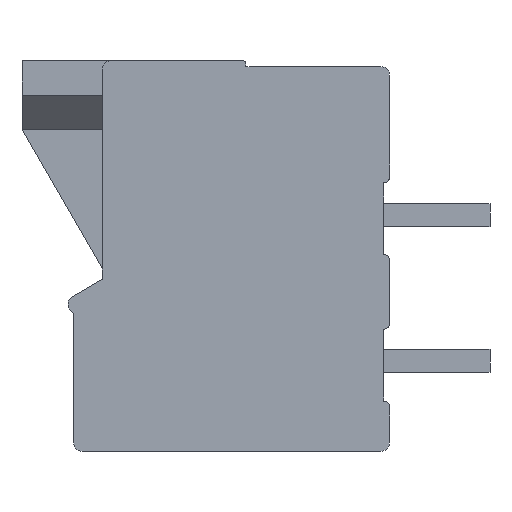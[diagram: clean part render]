
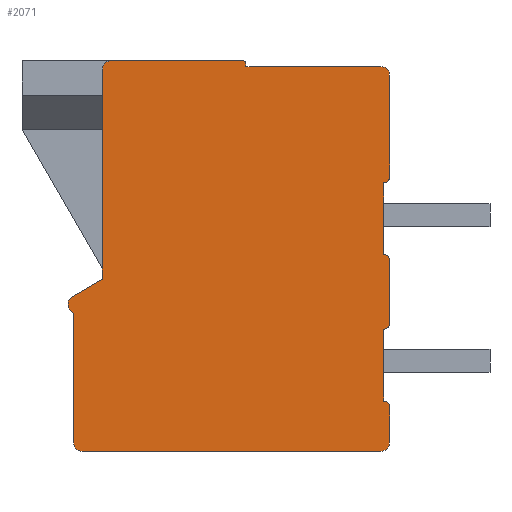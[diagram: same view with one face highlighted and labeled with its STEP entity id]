
A CAD part, left-side view. The second image highlights one B-rep face of the part: STEP entity #2071.
In plain terms, the highlighted planar face has unit normal (-1, 0, 0).
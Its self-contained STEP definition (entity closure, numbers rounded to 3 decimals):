
#2=CARTESIAN_POINT('',(-6.58,4.7,-0.3));
#3=DIRECTION('',(1.,0.,0.));
#4=DIRECTION('',(0.,1.,0.));
#5=AXIS2_PLACEMENT_3D('',#2,#3,#4);
#7=DIRECTION('',(0.,-1.,0.));
#8=VECTOR('',#7,4.6);
#9=CARTESIAN_POINT('',(-6.58,4.7,0.));
#10=LINE('',#9,#8);
#11=CARTESIAN_POINT('',(-6.58,0.1,-0.1));
#12=DIRECTION('',(1.,0.,0.));
#13=DIRECTION('',(0.,0.,1.));
#14=AXIS2_PLACEMENT_3D('',#11,#12,#13);
#16=DIRECTION('',(0.,0.,-1.));
#17=VECTOR('',#16,0.1);
#18=CARTESIAN_POINT('',(-6.58,0.,-0.1));
#19=LINE('',#18,#17);
#20=DIRECTION('',(0.,-1.,0.));
#21=VECTOR('',#20,4.7);
#22=CARTESIAN_POINT('',(-6.58,0.,-0.2));
#23=LINE('',#22,#21);
#24=CARTESIAN_POINT('',(-6.58,-4.7,-0.5));
#25=DIRECTION('',(1.,0.,0.));
#26=DIRECTION('',(0.,0.,1.));
#27=AXIS2_PLACEMENT_3D('',#24,#25,#26);
#29=DIRECTION('',(0.,0.,-1.));
#30=VECTOR('',#29,3.55);
#31=CARTESIAN_POINT('',(-6.58,-5.,-0.5));
#32=LINE('',#31,#30);
#33=CARTESIAN_POINT('',(-6.58,-4.8,-4.05));
#34=DIRECTION('',(1.,0.,0.));
#35=DIRECTION('',(0.,-1.,0.));
#36=AXIS2_PLACEMENT_3D('',#33,#34,#35);
#38=DIRECTION('',(0.,0.,-1.));
#39=VECTOR('',#38,2.5);
#40=CARTESIAN_POINT('',(-6.58,-4.8,-4.25));
#41=LINE('',#40,#39);
#42=CARTESIAN_POINT('',(-6.58,-4.8,-6.95));
#43=DIRECTION('',(1.,0.,0.));
#44=DIRECTION('',(0.,0.,1.));
#45=AXIS2_PLACEMENT_3D('',#42,#43,#44);
#47=DIRECTION('',(0.,0.,-1.));
#48=VECTOR('',#47,2.2);
#49=CARTESIAN_POINT('',(-6.58,-5.,-6.95));
#50=LINE('',#49,#48);
#51=CARTESIAN_POINT('',(-6.58,-4.8,-9.15));
#52=DIRECTION('',(1.,0.,0.));
#53=DIRECTION('',(0.,-1.,0.));
#54=AXIS2_PLACEMENT_3D('',#51,#52,#53);
#56=DIRECTION('',(0.,0.,-1.));
#57=VECTOR('',#56,2.5);
#58=CARTESIAN_POINT('',(-6.58,-4.8,-9.35));
#59=LINE('',#58,#57);
#60=CARTESIAN_POINT('',(-6.58,-4.8,-12.05));
#61=DIRECTION('',(1.,0.,0.));
#62=DIRECTION('',(0.,0.,1.));
#63=AXIS2_PLACEMENT_3D('',#60,#61,#62);
#65=DIRECTION('',(0.,0.,-1.));
#66=VECTOR('',#65,1.25);
#67=CARTESIAN_POINT('',(-6.58,-5.,-12.05));
#68=LINE('',#67,#66);
#69=CARTESIAN_POINT('',(-6.58,-4.7,-13.3));
#70=DIRECTION('',(1.,0.,0.));
#71=DIRECTION('',(0.,-1.,0.));
#72=AXIS2_PLACEMENT_3D('',#69,#70,#71);
#74=DIRECTION('',(0.,1.,0.));
#75=VECTOR('',#74,10.4);
#76=CARTESIAN_POINT('',(-6.58,-4.7,-13.6));
#77=LINE('',#76,#75);
#78=CARTESIAN_POINT('',(-6.58,5.7,-13.3));
#79=DIRECTION('',(1.,0.,0.));
#80=DIRECTION('',(0.,0.,-1.));
#81=AXIS2_PLACEMENT_3D('',#78,#79,#80);
#83=DIRECTION('',(0.,0.,1.));
#84=VECTOR('',#83,4.5);
#85=CARTESIAN_POINT('',(-6.58,6.,-13.3));
#86=LINE('',#85,#84);
#87=DIRECTION('',(0.,0.707,0.707));
#88=VECTOR('',#87,0.159);
#89=CARTESIAN_POINT('',(-6.58,6.,-8.8));
#90=LINE('',#89,#88);
#91=CARTESIAN_POINT('',(-6.58,5.9,-8.476));
#92=DIRECTION('',(1.,0.,0.));
#93=DIRECTION('',(0.,0.707,-0.707));
#94=AXIS2_PLACEMENT_3D('',#91,#92,#93);
#96=DIRECTION('',(0.,-0.863,0.506));
#97=VECTOR('',#96,1.219);
#98=CARTESIAN_POINT('',(-6.58,6.052,-8.217));
#99=LINE('',#98,#97);
#100=DIRECTION('',(0.,0.,1.));
#101=VECTOR('',#100,7.3);
#102=CARTESIAN_POINT('',(-6.58,5.,-7.6));
#103=LINE('',#102,#101);
#1578=CARTESIAN_POINT('',(-6.58,5.,-0.3));
#1579=CARTESIAN_POINT('',(-6.58,4.7,0.));
#1580=VERTEX_POINT('',#1578);
#1581=VERTEX_POINT('',#1579);
#1582=CARTESIAN_POINT('',(-6.58,0.1,0.));
#1583=VERTEX_POINT('',#1582);
#1584=CARTESIAN_POINT('',(-6.58,0.,-0.1));
#1585=VERTEX_POINT('',#1584);
#1586=CARTESIAN_POINT('',(-6.58,0.,-0.2));
#1587=VERTEX_POINT('',#1586);
#1588=CARTESIAN_POINT('',(-6.58,-4.7,-0.2));
#1589=VERTEX_POINT('',#1588);
#1590=CARTESIAN_POINT('',(-6.58,-5.,-0.5));
#1591=VERTEX_POINT('',#1590);
#1592=CARTESIAN_POINT('',(-6.58,-5.,-4.05));
#1593=VERTEX_POINT('',#1592);
#1594=CARTESIAN_POINT('',(-6.58,-4.8,-4.25));
#1595=VERTEX_POINT('',#1594);
#1596=CARTESIAN_POINT('',(-6.58,-4.8,-6.75));
#1597=VERTEX_POINT('',#1596);
#1598=CARTESIAN_POINT('',(-6.58,-5.,-6.95));
#1599=VERTEX_POINT('',#1598);
#1600=CARTESIAN_POINT('',(-6.58,-5.,-9.15));
#1601=VERTEX_POINT('',#1600);
#1602=CARTESIAN_POINT('',(-6.58,-4.8,-9.35));
#1603=VERTEX_POINT('',#1602);
#1604=CARTESIAN_POINT('',(-6.58,-4.8,-11.85));
#1605=VERTEX_POINT('',#1604);
#1606=CARTESIAN_POINT('',(-6.58,-5.,-12.05));
#1607=VERTEX_POINT('',#1606);
#1608=CARTESIAN_POINT('',(-6.58,-5.,-13.3));
#1609=VERTEX_POINT('',#1608);
#1610=CARTESIAN_POINT('',(-6.58,-4.7,-13.6));
#1611=VERTEX_POINT('',#1610);
#1612=CARTESIAN_POINT('',(-6.58,5.7,-13.6));
#1613=VERTEX_POINT('',#1612);
#1614=CARTESIAN_POINT('',(-6.58,6.,-13.3));
#1615=VERTEX_POINT('',#1614);
#1616=CARTESIAN_POINT('',(-6.58,6.,-8.8));
#1617=VERTEX_POINT('',#1616);
#1618=CARTESIAN_POINT('',(-6.58,6.112,-8.688));
#1619=VERTEX_POINT('',#1618);
#1620=CARTESIAN_POINT('',(-6.58,6.052,-8.217));
#1621=VERTEX_POINT('',#1620);
#1622=CARTESIAN_POINT('',(-6.58,5.,-7.6));
#1623=VERTEX_POINT('',#1622);
#2018=CARTESIAN_POINT('',(-6.58,0.,0.));
#2019=DIRECTION('',(1.,0.,0.));
#2020=DIRECTION('',(0.,0.,-1.));
#2021=AXIS2_PLACEMENT_3D('',#2018,#2019,#2020);
#2022=PLANE('',#2021);
#2024=ORIENTED_EDGE('',*,*,#2023,.T.);
#2026=ORIENTED_EDGE('',*,*,#2025,.T.);
#2028=ORIENTED_EDGE('',*,*,#2027,.T.);
#2030=ORIENTED_EDGE('',*,*,#2029,.T.);
#2032=ORIENTED_EDGE('',*,*,#2031,.T.);
#2034=ORIENTED_EDGE('',*,*,#2033,.T.);
#2036=ORIENTED_EDGE('',*,*,#2035,.T.);
#2038=ORIENTED_EDGE('',*,*,#2037,.T.);
#2040=ORIENTED_EDGE('',*,*,#2039,.T.);
#2042=ORIENTED_EDGE('',*,*,#2041,.T.);
#2044=ORIENTED_EDGE('',*,*,#2043,.T.);
#2046=ORIENTED_EDGE('',*,*,#2045,.T.);
#2048=ORIENTED_EDGE('',*,*,#2047,.T.);
#2050=ORIENTED_EDGE('',*,*,#2049,.T.);
#2052=ORIENTED_EDGE('',*,*,#2051,.T.);
#2054=ORIENTED_EDGE('',*,*,#2053,.T.);
#2056=ORIENTED_EDGE('',*,*,#2055,.T.);
#2058=ORIENTED_EDGE('',*,*,#2057,.T.);
#2060=ORIENTED_EDGE('',*,*,#2059,.T.);
#2062=ORIENTED_EDGE('',*,*,#2061,.T.);
#2064=ORIENTED_EDGE('',*,*,#2063,.T.);
#2066=ORIENTED_EDGE('',*,*,#2065,.T.);
#2068=ORIENTED_EDGE('',*,*,#2067,.T.);
#2069=EDGE_LOOP('',(#2024,#2026,#2028,#2030,#2032,#2034,#2036,#2038,#2040,#2042,
#2044,#2046,#2048,#2050,#2052,#2054,#2056,#2058,#2060,#2062,#2064,#2066,#2068));
#2070=FACE_OUTER_BOUND('',#2069,.F.);
#6=CIRCLE('',#5,0.3);
#15=CIRCLE('',#14,0.1);
#28=CIRCLE('',#27,0.3);
#37=CIRCLE('',#36,0.2);
#46=CIRCLE('',#45,0.2);
#55=CIRCLE('',#54,0.2);
#64=CIRCLE('',#63,0.2);
#73=CIRCLE('',#72,0.3);
#82=CIRCLE('',#81,0.3);
#95=CIRCLE('',#94,0.3);
#2023=EDGE_CURVE('',#1580,#1581,#6,.T.);
#2025=EDGE_CURVE('',#1581,#1583,#10,.T.);
#2027=EDGE_CURVE('',#1583,#1585,#15,.T.);
#2029=EDGE_CURVE('',#1585,#1587,#19,.T.);
#2031=EDGE_CURVE('',#1587,#1589,#23,.T.);
#2033=EDGE_CURVE('',#1589,#1591,#28,.T.);
#2035=EDGE_CURVE('',#1591,#1593,#32,.T.);
#2037=EDGE_CURVE('',#1593,#1595,#37,.T.);
#2039=EDGE_CURVE('',#1595,#1597,#41,.T.);
#2041=EDGE_CURVE('',#1597,#1599,#46,.T.);
#2043=EDGE_CURVE('',#1599,#1601,#50,.T.);
#2045=EDGE_CURVE('',#1601,#1603,#55,.T.);
#2047=EDGE_CURVE('',#1603,#1605,#59,.T.);
#2049=EDGE_CURVE('',#1605,#1607,#64,.T.);
#2051=EDGE_CURVE('',#1607,#1609,#68,.T.);
#2053=EDGE_CURVE('',#1609,#1611,#73,.T.);
#2055=EDGE_CURVE('',#1611,#1613,#77,.T.);
#2057=EDGE_CURVE('',#1613,#1615,#82,.T.);
#2059=EDGE_CURVE('',#1615,#1617,#86,.T.);
#2061=EDGE_CURVE('',#1617,#1619,#90,.T.);
#2063=EDGE_CURVE('',#1619,#1621,#95,.T.);
#2065=EDGE_CURVE('',#1621,#1623,#99,.T.);
#2067=EDGE_CURVE('',#1623,#1580,#103,.T.);
#2071=ADVANCED_FACE('',(#2070),#2022,.F.);
